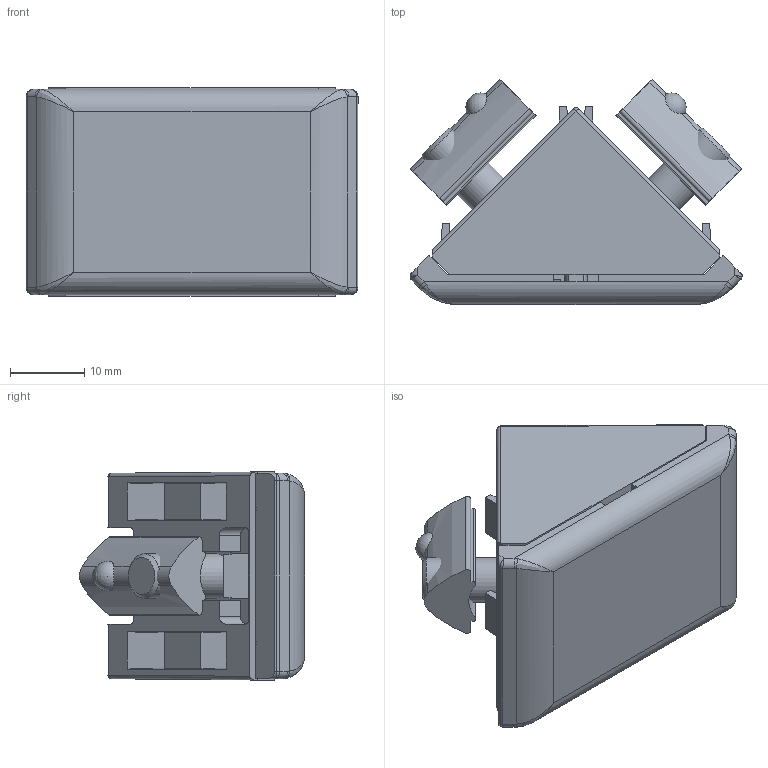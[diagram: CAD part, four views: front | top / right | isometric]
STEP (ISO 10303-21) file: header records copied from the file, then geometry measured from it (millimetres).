
FILE_DESCRIPTION(/* description */ ('Winkel 30x30 Set'),/* implementation_level */ '2;1');
FILE_NAME(/* name */ 'Syskomp 262300110 Set Winkel 30x30, 28x28x28mm, Nut 6, Zinkdruckguss blank.stp',/* time_stamp */ '2016-10-25T12:12:21+02:00',/* author */ ('wheldmann'),/* organization */ (''),/* preprocessor_version */ 'ST-DEVELOPER v16.1',/* originating_system */ 'Autodesk Inventor 2016',/* authorisation */ '');
FILE_SCHEMA (('AUTOMOTIVE_DESIGN { 1 0 10303 214 3 1 1 }'));
Length unit declared in the file: millimetre
Products named in the file (1): 262300110 Set Winkel 30x30, 28x28x28mm, Nut 6, Zinkdruckguss blank
Bounding box: 44.6 x 30.23 x 28 mm (x, y, z)
Volume: 12413.7 mm3; surface area: 11115.9 mm2
Topology: 10 solids, 10 shells, 432 faces, 1132 edges, 732 vertices
Faces by surface type: plane 257, cylinder 88, bspline 65, cone 10, torus 8, sphere 4
Full cylindrical faces by diameter (mm): 4 x2, 4.2 x2, 6 x3
Entity records: 17914 total; most frequent: CARTESIAN_POINT 7398, ORIENTED_EDGE 2190, DIRECTION 1889, EDGE_CURVE 1095, LINE 733, VECTOR 733, VERTEX_POINT 728, AXIS2_PLACEMENT_3D 578
